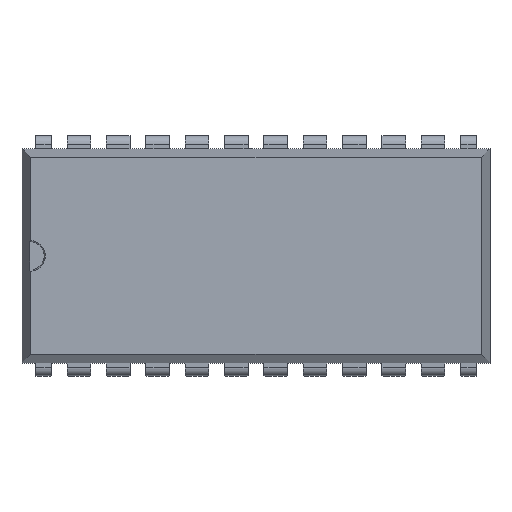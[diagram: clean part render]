
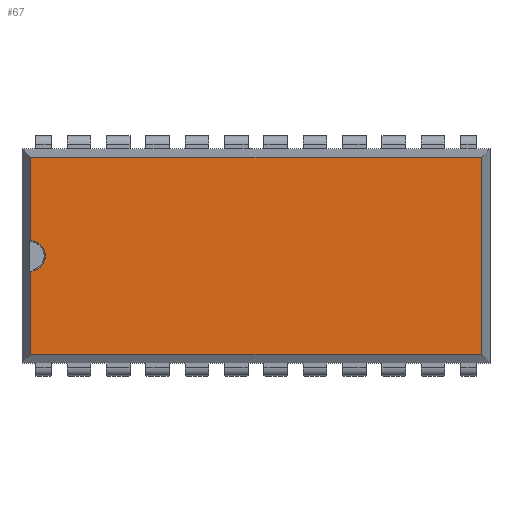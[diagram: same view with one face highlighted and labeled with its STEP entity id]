
A CAD part, top view. The second image highlights one B-rep face of the part: STEP entity #67.
In plain terms, the highlighted planar face has unit normal (0, 0, 1).
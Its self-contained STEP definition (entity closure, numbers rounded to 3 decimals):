
#67=ADVANCED_FACE('',(#3395),#3397,.T.);
#3395=FACE_BOUND('',#3396,.T.);
#3396=EDGE_LOOP('',(#6036,#6037,#6038,#6039,#6040,#6041));
#3397=PLANE('',#3398);
#3398=AXIS2_PLACEMENT_3D('',#3399,#3400,#3401);
#3399=CARTESIAN_POINT('',(1.27,0.71,5.));
#3400=DIRECTION('',(0.,-0.,1.));
#3401=DIRECTION('',(0.,1.,0.));
#6036=ORIENTED_EDGE('',*,*,#8084,.T.);
#6037=ORIENTED_EDGE('',*,*,#8082,.F.);
#6038=ORIENTED_EDGE('',*,*,#8085,.F.);
#6039=ORIENTED_EDGE('',*,*,#8086,.T.);
#6040=ORIENTED_EDGE('',*,*,#8087,.T.);
#6041=ORIENTED_EDGE('',*,*,#8078,.F.);
#8078=EDGE_CURVE('',#9105,#9107,#9108,.T.);
#8082=EDGE_CURVE('',#9113,#9115,#9116,.T.);
#8084=EDGE_CURVE('',#9105,#9115,#9118,.F.);
#8085=EDGE_CURVE('',#9119,#9113,#9120,.T.);
#8086=EDGE_CURVE('',#9119,#9121,#9122,.T.);
#8087=EDGE_CURVE('',#9121,#9107,#9123,.T.);
#9105=VERTEX_POINT('',#10815);
#9107=VERTEX_POINT('',#10821);
#9108=LINE('',#10822,#10823);
#9113=VERTEX_POINT('',#10833);
#9115=VERTEX_POINT('',#10837);
#9116=LINE('',#10838,#10839);
#9118=CIRCLE('',#10846,1.);
#9119=VERTEX_POINT('',#10850);
#9120=LINE('',#10851,#10852);
#9121=VERTEX_POINT('',#10854);
#9122=LINE('',#10855,#10856);
#9123=LINE('',#10858,#10859);
#10815=CARTESIAN_POINT('',(-0.58,8.619,5.));
#10821=CARTESIAN_POINT('',(-0.58,13.98,5.));
#10822=CARTESIAN_POINT('',(-0.58,8.619,5.));
#10823=VECTOR('',#10824,1.);
#10824=DIRECTION('',(0.,1.,0.));
#10833=CARTESIAN_POINT('',(-0.58,1.26,5.));
#10837=CARTESIAN_POINT('',(-0.58,6.621,5.));
#10838=CARTESIAN_POINT('',(-0.58,1.26,5.));
#10839=VECTOR('',#10840,1.);
#10840=DIRECTION('',(0.,1.,0.));
#10846=AXIS2_PLACEMENT_3D('',#10847,#10848,#10849);
#10847=CARTESIAN_POINT('',(-0.63,7.62,5.));
#10848=DIRECTION('',(0.,0.,1.));
#10849=DIRECTION('',(0.05,-0.999,0.));
#10850=CARTESIAN_POINT('',(28.52,1.26,5.));
#10851=CARTESIAN_POINT('',(28.52,1.26,5.));
#10852=VECTOR('',#10853,1.);
#10853=DIRECTION('',(-1.,0.,0.));
#10854=CARTESIAN_POINT('',(28.52,13.98,5.));
#10855=CARTESIAN_POINT('',(28.52,1.26,5.));
#10856=VECTOR('',#10857,1.);
#10857=DIRECTION('',(0.,1.,0.));
#10858=CARTESIAN_POINT('',(28.52,13.98,5.));
#10859=VECTOR('',#10860,1.);
#10860=DIRECTION('',(-1.,0.,0.));
